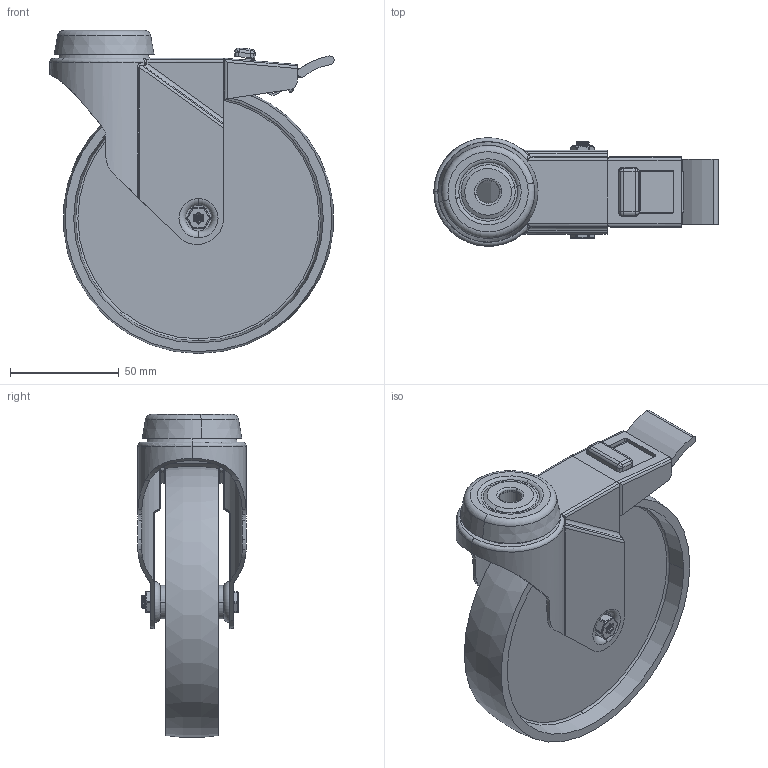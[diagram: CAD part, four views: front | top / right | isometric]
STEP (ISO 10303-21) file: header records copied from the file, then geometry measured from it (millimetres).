
FILE_DESCRIPTION(('STEP AP203'),'1');
FILE_NAME('BZRA125PLBH10SWB.STEP','2023-06-14T10:19:46',(' '),(' '),'Spatial InterOp 3D',' ',' ');
FILE_SCHEMA(('CONFIG_CONTROL_DESIGN'));
Length unit declared in the file: metre
Products named in the file (15): BZRA125ASBH10SWB; ZINC PLATED PRESSED STEEL HEAD; ZINC PLATED PRESSED STEEL FORKS; ZINC PLATED PRESSED STEEL BRAKE; NYLON BRAKE PEDAL; BRAKE PAD; BZRA125PLBH10SWB; BZL125WPL; POLYPROPYLENE WHEEL; TUBEM8X30; ZINC PLATED AXLE TUBE; BOLTBZRA6MM; ZINC PLATED AXLE BOLT; NM6GR8HALFGR8; ZINC PLATED LOCKING NUT
Assembly tree (14 placements, depth 3):
  BZRA125PLBH10SWB
    BZRA125ASBH10SWB
      ZINC PLATED PRESSED STEEL HEAD
      ZINC PLATED PRESSED STEEL FORKS
      ZINC PLATED PRESSED STEEL BRAKE
      NYLON BRAKE PEDAL
      BRAKE PAD
    BZL125WPL
      POLYPROPYLENE WHEEL
    TUBEM8X30
      ZINC PLATED AXLE TUBE
    BOLTBZRA6MM
      ZINC PLATED AXLE BOLT
    NM6GR8HALFGR8
      ZINC PLATED LOCKING NUT
Bounding box: 131 x 50 x 148.89 mm (x, y, z)
Volume: 157146.2 mm3; surface area: 88762.8 mm2
Topology: 9 solids, 9 shells, 623 faces, 1627 edges, 1023 vertices
Faces by surface type: cylinder 250, plane 214, torus 72, bspline 41, cone 36, sphere 10
Entity records: 41507 total; most frequent: CARTESIAN_POINT 25432, DIRECTION 3290, ORIENTED_EDGE 3222, EDGE_CURVE 1611, AXIS2_PLACEMENT_3D 1284, VERTEX_POINT 1023, LINE 722, VECTOR 722
